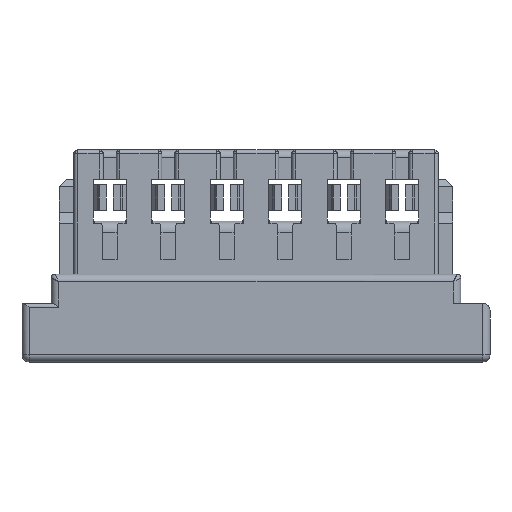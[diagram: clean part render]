
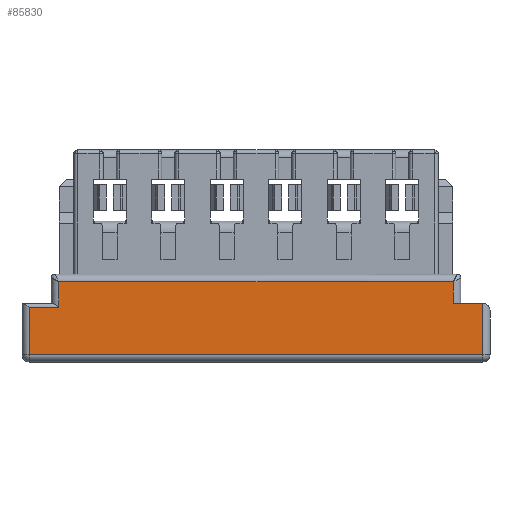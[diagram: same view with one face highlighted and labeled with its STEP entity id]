
A CAD part, front view. The second image highlights one B-rep face of the part: STEP entity #85830.
In plain terms, the highlighted planar face has unit normal (0, -1, 0).
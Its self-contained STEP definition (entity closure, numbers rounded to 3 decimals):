
#440=CARTESIAN_POINT('',(-8.3,0.,1.1));
#450=VERTEX_POINT('',#440);
#12550=CARTESIAN_POINT('',(-8.7,0.,0.75));
#12560=VERTEX_POINT('',#12550);
#12590=CARTESIAN_POINT('',(-8.7,0.,0.));
#12600=DIRECTION('',(0.,0.,1.));
#12610=VECTOR('',#12600,1.);
#12620=LINE('',#12590,#12610);
#12630=CARTESIAN_POINT('',(-8.7,0.,0.1));
#12640=VERTEX_POINT('',#12630);
#12650=EDGE_CURVE('',#12640,#12560,#12620,.T.);
#12910=CARTESIAN_POINT('',(-8.3,0.,1.172));
#12920=DIRECTION('',(0.,0.,-1.));
#12930=VECTOR('',#12920,1.);
#12940=LINE('',#12910,#12930);
#12950=CARTESIAN_POINT('',(-8.3,0.,0.75));
#12960=VERTEX_POINT('',#12950);
#12970=EDGE_CURVE('',#450,#12960,#12940,.T.);
#17140=CARTESIAN_POINT('',(0.,0.,0.75));
#17150=DIRECTION('',(1.,0.,0.));
#17160=VECTOR('',#17150,1.);
#17170=LINE('',#17140,#17160);
#17180=EDGE_CURVE('',#12560,#12960,#17170,.T.);
#85350=CARTESIAN_POINT('',(-4.,0.,0.6));
#85360=DIRECTION('',(0.,-1.,0.));
#85370=DIRECTION('',(1.,0.,0.));
#85380=AXIS2_PLACEMENT_3D('',#85350,#85360,#85370);
#85390=PLANE('',#85380);
#85400=CARTESIAN_POINT('',(-2.9,0.,0.028));
#85410=DIRECTION('',(0.,0.,1.));
#85420=VECTOR('',#85410,1.);
#85430=LINE('',#85400,#85420);
#85440=CARTESIAN_POINT('',(-2.9,0.,0.8));
#85450=VERTEX_POINT('',#85440);
#85460=CARTESIAN_POINT('',(-2.9,0.,1.1));
#85470=VERTEX_POINT('',#85460);
#85480=EDGE_CURVE('',#85450,#85470,#85430,.T.);
#85490=ORIENTED_EDGE('',*,*,#85480,.T.);
#85500=CARTESIAN_POINT('',(-2.9,0.,0.8));
#85510=DIRECTION('',(1.,0.,0.));
#85520=VECTOR('',#85510,1.);
#85530=LINE('',#85500,#85520);
#85540=CARTESIAN_POINT('',(-2.5,0.,0.8));
#85550=VERTEX_POINT('',#85540);
#85560=EDGE_CURVE('',#85450,#85550,#85530,.T.);
#85570=ORIENTED_EDGE('',*,*,#85560,.F.);
#85580=CARTESIAN_POINT('',(-2.5,0.,0.));
#85590=DIRECTION('',(0.,0.,1.));
#85600=VECTOR('',#85590,1.);
#85610=LINE('',#85580,#85600);
#85620=CARTESIAN_POINT('',(-2.5,0.,0.1));
#85630=VERTEX_POINT('',#85620);
#85640=EDGE_CURVE('',#85630,#85550,#85610,.T.);
#85650=ORIENTED_EDGE('',*,*,#85640,.T.);
#85660=CARTESIAN_POINT('',(-11.2,0.,0.1));
#85670=DIRECTION('',(1.,0.,0.));
#85680=VECTOR('',#85670,1.);
#85690=LINE('',#85660,#85680);
#85700=EDGE_CURVE('',#12640,#85630,#85690,.T.);
#85710=ORIENTED_EDGE('',*,*,#85700,.T.);
#85720=ORIENTED_EDGE('',*,*,#12650,.F.);
#85730=ORIENTED_EDGE('',*,*,#17180,.F.);
#85740=ORIENTED_EDGE('',*,*,#12970,.T.);
#85750=CARTESIAN_POINT('',(8.684,0.,1.1));
#85760=DIRECTION('',(-1.,0.,0.));
#85770=VECTOR('',#85760,1.);
#85780=LINE('',#85750,#85770);
#85790=EDGE_CURVE('',#85470,#450,#85780,.T.);
#85800=ORIENTED_EDGE('',*,*,#85790,.T.);
#85810=EDGE_LOOP('',(#85800,#85740,#85730,#85720,#85710,#85650,#85570,
#85490));
#85820=FACE_OUTER_BOUND('',#85810,.T.);
#85830=ADVANCED_FACE('',(#85820),#85390,.T.);
